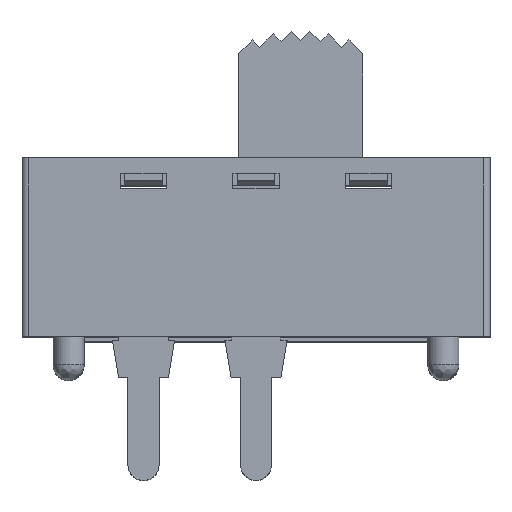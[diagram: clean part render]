
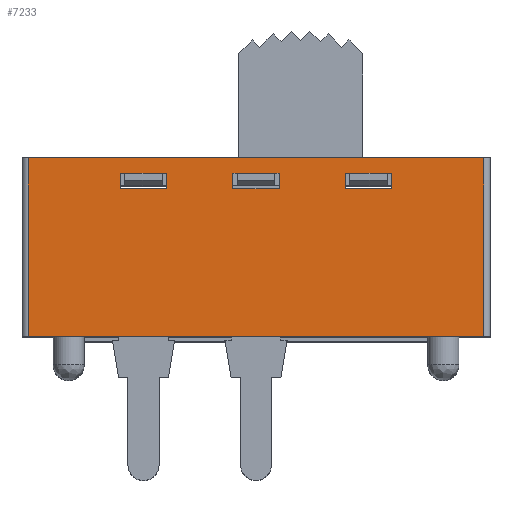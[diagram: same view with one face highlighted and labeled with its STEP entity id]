
A CAD part, top view. The second image highlights one B-rep face of the part: STEP entity #7233.
In plain terms, the highlighted planar face has unit normal (0, 0, 1).
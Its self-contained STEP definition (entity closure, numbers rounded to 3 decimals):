
#2118=ORIENTED_EDGE('',*,*,#2660,.T.);
#2119=ORIENTED_EDGE('',*,*,#2677,.F.);
#2120=ORIENTED_EDGE('',*,*,#2675,.F.);
#2121=ORIENTED_EDGE('',*,*,#2672,.F.);
#2122=ORIENTED_EDGE('',*,*,#2669,.F.);
#2123=ORIENTED_EDGE('',*,*,#2664,.F.);
#2124=ORIENTED_EDGE('',*,*,#2626,.T.);
#2125=ORIENTED_EDGE('',*,*,#2643,.F.);
#2126=ORIENTED_EDGE('',*,*,#2641,.F.);
#2127=ORIENTED_EDGE('',*,*,#2638,.F.);
#2128=ORIENTED_EDGE('',*,*,#2635,.F.);
#2129=ORIENTED_EDGE('',*,*,#2630,.F.);
#2130=ORIENTED_EDGE('',*,*,#2688,.T.);
#2131=ORIENTED_EDGE('',*,*,#2706,.F.);
#2132=ORIENTED_EDGE('',*,*,#2704,.F.);
#2133=ORIENTED_EDGE('',*,*,#2701,.F.);
#2134=ORIENTED_EDGE('',*,*,#2698,.F.);
#2135=ORIENTED_EDGE('',*,*,#3234,.F.);
#2136=ORIENTED_EDGE('',*,*,#3221,.T.);
#2137=ORIENTED_EDGE('',*,*,#3233,.T.);
#2138=ORIENTED_EDGE('',*,*,#3235,.T.);
#2139=ORIENTED_EDGE('',*,*,#3236,.T.);
#2626=EDGE_CURVE('',#3534,#3535,#4322,.T.);
#2630=EDGE_CURVE('',#3534,#3537,#4326,.T.);
#2635=EDGE_CURVE('',#3537,#3539,#4331,.T.);
#2638=EDGE_CURVE('',#3539,#3541,#4334,.T.);
#2641=EDGE_CURVE('',#3541,#3543,#4337,.T.);
#2643=EDGE_CURVE('',#3543,#3535,#4339,.T.);
#2660=EDGE_CURVE('',#3556,#3557,#4356,.T.);
#2664=EDGE_CURVE('',#3556,#3559,#4360,.T.);
#2669=EDGE_CURVE('',#3559,#3561,#4365,.T.);
#2672=EDGE_CURVE('',#3561,#3563,#4368,.T.);
#2675=EDGE_CURVE('',#3563,#3565,#4371,.T.);
#2677=EDGE_CURVE('',#3565,#3557,#4373,.T.);
#2688=EDGE_CURVE('',#3572,#3575,#4382,.T.);
#2698=EDGE_CURVE('',#3583,#3580,#4392,.T.);
#2701=EDGE_CURVE('',#3580,#3584,#4395,.T.);
#2704=EDGE_CURVE('',#3584,#3586,#4398,.T.);
#2706=EDGE_CURVE('',#3586,#3575,#4400,.T.);
#3221=EDGE_CURVE('',#3911,#3910,#4859,.T.);
#3233=EDGE_CURVE('',#3910,#3918,#4867,.T.);
#3234=EDGE_CURVE('',#3572,#3583,#4868,.T.);
#3235=EDGE_CURVE('',#3918,#3919,#4869,.T.);
#3236=EDGE_CURVE('',#3919,#3911,#4870,.T.);
#3534=VERTEX_POINT('',#10311);
#3535=VERTEX_POINT('',#10313);
#3537=VERTEX_POINT('',#10322);
#3539=VERTEX_POINT('',#10328);
#3541=VERTEX_POINT('',#10334);
#3543=VERTEX_POINT('',#10340);
#3556=VERTEX_POINT('',#10378);
#3557=VERTEX_POINT('',#10380);
#3559=VERTEX_POINT('',#10389);
#3561=VERTEX_POINT('',#10395);
#3563=VERTEX_POINT('',#10401);
#3565=VERTEX_POINT('',#10407);
#3572=VERTEX_POINT('',#10430);
#3575=VERTEX_POINT('',#10435);
#3580=VERTEX_POINT('',#10451);
#3583=VERTEX_POINT('',#10456);
#3584=VERTEX_POINT('',#10460);
#3586=VERTEX_POINT('',#10466);
#3910=VERTEX_POINT('',#11589);
#3911=VERTEX_POINT('',#11591);
#3918=VERTEX_POINT('',#11613);
#3919=VERTEX_POINT('',#11618);
#4322=LINE('',#10314,#5280);
#4326=LINE('',#10321,#5284);
#4331=LINE('',#10331,#5289);
#4334=LINE('',#10337,#5292);
#4337=LINE('',#10343,#5295);
#4339=LINE('',#10346,#5297);
#4356=LINE('',#10381,#5314);
#4360=LINE('',#10388,#5318);
#4365=LINE('',#10398,#5323);
#4368=LINE('',#10404,#5326);
#4371=LINE('',#10410,#5329);
#4373=LINE('',#10413,#5331);
#4382=LINE('',#10436,#5340);
#4392=LINE('',#10457,#5350);
#4395=LINE('',#10463,#5353);
#4398=LINE('',#10469,#5356);
#4400=LINE('',#10473,#5358);
#4859=LINE('',#11590,#5817);
#4867=LINE('',#11614,#5825);
#4868=LINE('',#11616,#5826);
#4869=LINE('',#11617,#5827);
#4870=LINE('',#11619,#5828);
#5280=VECTOR('',#8373,1000.);
#5284=VECTOR('',#8381,1000.);
#5289=VECTOR('',#8388,1000.);
#5292=VECTOR('',#8393,1000.);
#5295=VECTOR('',#8398,1000.);
#5297=VECTOR('',#8402,1000.);
#5314=VECTOR('',#8429,1000.);
#5318=VECTOR('',#8437,1000.);
#5323=VECTOR('',#8444,1000.);
#5326=VECTOR('',#8449,1000.);
#5329=VECTOR('',#8454,1000.);
#5331=VECTOR('',#8458,1000.);
#5340=VECTOR('',#8477,1000.);
#5350=VECTOR('',#8493,1000.);
#5353=VECTOR('',#8498,1000.);
#5356=VECTOR('',#8503,1000.);
#5358=VECTOR('',#8507,1000.);
#5817=VECTOR('',#9414,1000.);
#5825=VECTOR('',#9438,1000.);
#5826=VECTOR('',#9441,1000.);
#5827=VECTOR('',#9442,1000.);
#5828=VECTOR('',#9443,1000.);
#6197=EDGE_LOOP('',(#2118,#2119,#2120,#2121,#2122,#2123));
#6198=EDGE_LOOP('',(#2124,#2125,#2126,#2127,#2128,#2129));
#6199=EDGE_LOOP('',(#2130,#2131,#2132,#2133,#2134,#2135));
#6200=EDGE_LOOP('',(#2136,#2137,#2138,#2139));
#6571=FACE_BOUND('',#6197,.T.);
#6572=FACE_BOUND('',#6198,.T.);
#6573=FACE_BOUND('',#6199,.T.);
#6574=FACE_BOUND('',#6200,.T.);
#6887=PLANE('',#7662);
#7233=ADVANCED_FACE('',(#6571,#6572,#6573,#6574),#6887,.T.);
#7662=AXIS2_PLACEMENT_3D('',#11615,#9439,#9440);
#8373=DIRECTION('',(1.,0.,0.));
#8381=DIRECTION('',(-1.,0.,0.));
#8388=DIRECTION('',(0.,-1.,0.));
#8393=DIRECTION('',(1.,0.,0.));
#8398=DIRECTION('',(0.,1.,0.));
#8402=DIRECTION('',(-1.,0.,0.));
#8429=DIRECTION('',(1.,0.,0.));
#8437=DIRECTION('',(-1.,0.,0.));
#8444=DIRECTION('',(0.,-1.,0.));
#8449=DIRECTION('',(1.,0.,0.));
#8454=DIRECTION('',(0.,1.,0.));
#8458=DIRECTION('',(-1.,0.,0.));
#8477=DIRECTION('',(1.,0.,0.));
#8493=DIRECTION('',(0.,-1.,0.));
#8498=DIRECTION('',(1.,0.,0.));
#8503=DIRECTION('',(0.,1.,0.));
#8507=DIRECTION('',(-1.,0.,0.));
#9414=DIRECTION('',(1.,0.,0.));
#9438=DIRECTION('',(0.,1.,0.));
#9439=DIRECTION('',(0.,0.,1.));
#9440=DIRECTION('',(1.,0.,0.));
#9441=DIRECTION('',(-1.,0.,0.));
#9442=DIRECTION('',(-1.,0.,0.));
#9443=DIRECTION('',(0.,-1.,0.));
#10311=CARTESIAN_POINT('',(-0.762,6.68,5.372));
#10313=CARTESIAN_POINT('',(0.762,6.68,5.372));
#10314=CARTESIAN_POINT('',(0.,6.68,5.372));
#10321=CARTESIAN_POINT('',(-3.645,6.68,5.372));
#10322=CARTESIAN_POINT('',(-0.953,6.68,5.372));
#10328=CARTESIAN_POINT('',(-0.953,6.045,5.372));
#10331=CARTESIAN_POINT('',(-0.953,6.68,5.372));
#10334=CARTESIAN_POINT('',(0.953,6.045,5.372));
#10337=CARTESIAN_POINT('',(-5.55,6.045,5.372));
#10340=CARTESIAN_POINT('',(0.953,6.68,5.372));
#10343=CARTESIAN_POINT('',(0.953,6.045,5.372));
#10346=CARTESIAN_POINT('',(-3.645,6.68,5.372));
#10378=CARTESIAN_POINT('',(3.835,6.68,5.372));
#10380=CARTESIAN_POINT('',(5.359,6.68,5.372));
#10381=CARTESIAN_POINT('',(0.,6.68,5.372));
#10388=CARTESIAN_POINT('',(-3.645,6.68,5.372));
#10389=CARTESIAN_POINT('',(3.645,6.68,5.372));
#10395=CARTESIAN_POINT('',(3.645,6.045,5.372));
#10398=CARTESIAN_POINT('',(3.645,6.68,5.372));
#10401=CARTESIAN_POINT('',(5.55,6.045,5.372));
#10404=CARTESIAN_POINT('',(-5.55,6.045,5.372));
#10407=CARTESIAN_POINT('',(5.55,6.68,5.372));
#10410=CARTESIAN_POINT('',(5.55,6.045,5.372));
#10413=CARTESIAN_POINT('',(-3.645,6.68,5.372));
#10430=CARTESIAN_POINT('',(-5.359,6.68,5.372));
#10435=CARTESIAN_POINT('',(-3.835,6.68,5.372));
#10436=CARTESIAN_POINT('',(0.,6.68,5.372));
#10451=CARTESIAN_POINT('',(-5.55,6.045,5.372));
#10456=CARTESIAN_POINT('',(-5.55,6.68,5.372));
#10457=CARTESIAN_POINT('',(-5.55,6.68,5.372));
#10460=CARTESIAN_POINT('',(-3.645,6.045,5.372));
#10463=CARTESIAN_POINT('',(-5.55,6.045,5.372));
#10466=CARTESIAN_POINT('',(-3.645,6.68,5.372));
#10469=CARTESIAN_POINT('',(-3.645,6.045,5.372));
#10473=CARTESIAN_POINT('',(-3.645,6.68,5.372));
#11589=CARTESIAN_POINT('',(9.309,0.,5.372));
#11590=CARTESIAN_POINT('',(-9.309,0.,5.372));
#11591=CARTESIAN_POINT('',(-9.309,0.,5.372));
#11613=CARTESIAN_POINT('',(9.309,7.315,5.372));
#11614=CARTESIAN_POINT('',(9.309,0.,5.372));
#11615=CARTESIAN_POINT('',(0.,0.,5.372));
#11616=CARTESIAN_POINT('',(-5.359,6.68,5.372));
#11617=CARTESIAN_POINT('',(9.309,7.315,5.372));
#11618=CARTESIAN_POINT('',(-9.309,7.315,5.372));
#11619=CARTESIAN_POINT('',(-9.309,7.315,5.372));
